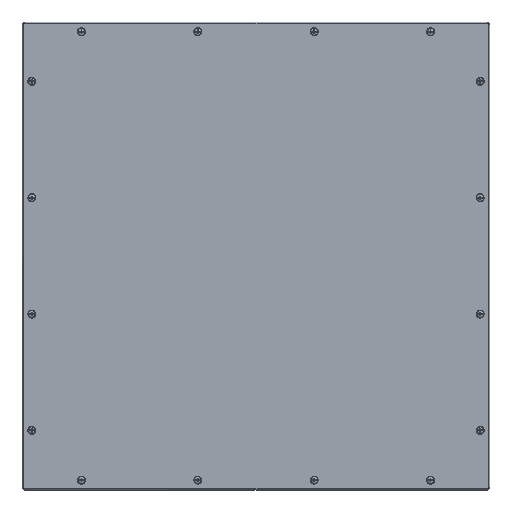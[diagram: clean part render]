
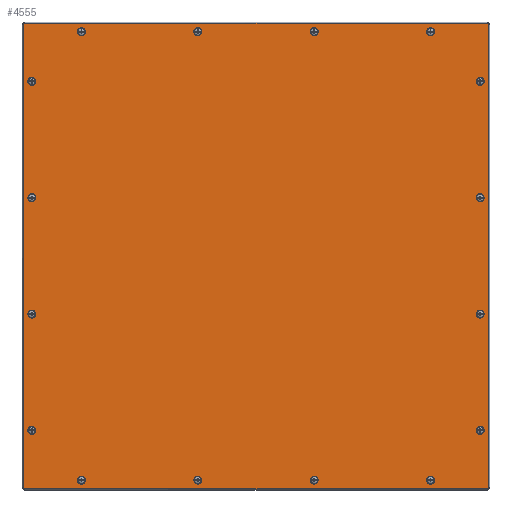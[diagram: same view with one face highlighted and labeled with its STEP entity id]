
A CAD part, top view. The second image highlights one B-rep face of the part: STEP entity #4555.
In plain terms, the highlighted planar face has unit normal (0, 0, 1).
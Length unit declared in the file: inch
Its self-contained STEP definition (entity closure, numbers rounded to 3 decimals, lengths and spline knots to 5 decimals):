
#279=FACE_BOUND('',#899,.T.);
#280=FACE_BOUND('',#900,.T.);
#281=FACE_BOUND('',#901,.T.);
#282=FACE_BOUND('',#902,.T.);
#283=FACE_BOUND('',#903,.T.);
#284=FACE_BOUND('',#904,.T.);
#285=FACE_BOUND('',#905,.T.);
#286=FACE_BOUND('',#906,.T.);
#287=FACE_BOUND('',#907,.T.);
#288=FACE_BOUND('',#908,.T.);
#289=FACE_BOUND('',#909,.T.);
#290=FACE_BOUND('',#910,.T.);
#291=FACE_BOUND('',#911,.T.);
#292=FACE_BOUND('',#912,.T.);
#293=FACE_BOUND('',#913,.T.);
#294=FACE_BOUND('',#914,.T.);
#361=PLANE('',#5065);
#616=FACE_OUTER_BOUND('',#898,.T.);
#898=EDGE_LOOP('',(#3550,#3551,#3552,#3553,#3554,#3555,#3556,#3557));
#899=EDGE_LOOP('',(#3558));
#900=EDGE_LOOP('',(#3559));
#901=EDGE_LOOP('',(#3560));
#902=EDGE_LOOP('',(#3561));
#903=EDGE_LOOP('',(#3562));
#904=EDGE_LOOP('',(#3563));
#905=EDGE_LOOP('',(#3564));
#906=EDGE_LOOP('',(#3565));
#907=EDGE_LOOP('',(#3566));
#908=EDGE_LOOP('',(#3567));
#909=EDGE_LOOP('',(#3568));
#910=EDGE_LOOP('',(#3569));
#911=EDGE_LOOP('',(#3570));
#912=EDGE_LOOP('',(#3571));
#913=EDGE_LOOP('',(#3572));
#914=EDGE_LOOP('',(#3573));
#1228=LINE('',#7776,#1555);
#1234=LINE('',#7797,#1561);
#1238=LINE('',#7808,#1565);
#1239=LINE('',#7810,#1566);
#1555=VECTOR('',#5902,0.3937);
#1561=VECTOR('',#5922,0.3937);
#1565=VECTOR('',#5936,0.3937);
#1566=VECTOR('',#5939,0.3937);
#1758=CIRCLE('',#5001,0.14063);
#1760=CIRCLE('',#5004,0.14063);
#1762=CIRCLE('',#5007,0.14063);
#1764=CIRCLE('',#5010,0.14063);
#1766=CIRCLE('',#5013,0.14063);
#1768=CIRCLE('',#5016,0.14063);
#1770=CIRCLE('',#5019,0.14063);
#1772=CIRCLE('',#5022,0.14063);
#1774=CIRCLE('',#5025,0.14063);
#1776=CIRCLE('',#5028,0.14063);
#1778=CIRCLE('',#5031,0.14063);
#1780=CIRCLE('',#5034,0.14063);
#1782=CIRCLE('',#5037,0.14063);
#1784=CIRCLE('',#5040,0.14063);
#1786=CIRCLE('',#5043,0.14063);
#1788=CIRCLE('',#5046,0.14063);
#1790=CIRCLE('',#5049,0.03125);
#1795=CIRCLE('',#5057,0.03125);
#1796=CIRCLE('',#5060,0.03125);
#1797=CIRCLE('',#5062,0.03125);
#2057=VERTEX_POINT('',#7667);
#2059=VERTEX_POINT('',#7673);
#2061=VERTEX_POINT('',#7679);
#2063=VERTEX_POINT('',#7685);
#2065=VERTEX_POINT('',#7691);
#2067=VERTEX_POINT('',#7697);
#2069=VERTEX_POINT('',#7703);
#2071=VERTEX_POINT('',#7709);
#2073=VERTEX_POINT('',#7715);
#2075=VERTEX_POINT('',#7721);
#2077=VERTEX_POINT('',#7727);
#2079=VERTEX_POINT('',#7733);
#2081=VERTEX_POINT('',#7739);
#2083=VERTEX_POINT('',#7745);
#2085=VERTEX_POINT('',#7751);
#2087=VERTEX_POINT('',#7757);
#2089=VERTEX_POINT('',#7763);
#2090=VERTEX_POINT('',#7764);
#2094=VERTEX_POINT('',#7774);
#2100=VERTEX_POINT('',#7790);
#2101=VERTEX_POINT('',#7791);
#2102=VERTEX_POINT('',#7796);
#2103=VERTEX_POINT('',#7800);
#2104=VERTEX_POINT('',#7804);
#2559=EDGE_CURVE('',#2057,#2057,#1758,.T.);
#2562=EDGE_CURVE('',#2059,#2059,#1760,.T.);
#2565=EDGE_CURVE('',#2061,#2061,#1762,.T.);
#2568=EDGE_CURVE('',#2063,#2063,#1764,.T.);
#2571=EDGE_CURVE('',#2065,#2065,#1766,.T.);
#2574=EDGE_CURVE('',#2067,#2067,#1768,.T.);
#2577=EDGE_CURVE('',#2069,#2069,#1770,.T.);
#2580=EDGE_CURVE('',#2071,#2071,#1772,.T.);
#2583=EDGE_CURVE('',#2073,#2073,#1774,.T.);
#2586=EDGE_CURVE('',#2075,#2075,#1776,.T.);
#2589=EDGE_CURVE('',#2077,#2077,#1778,.T.);
#2592=EDGE_CURVE('',#2079,#2079,#1780,.T.);
#2595=EDGE_CURVE('',#2081,#2081,#1782,.T.);
#2598=EDGE_CURVE('',#2083,#2083,#1784,.T.);
#2601=EDGE_CURVE('',#2085,#2085,#1786,.T.);
#2604=EDGE_CURVE('',#2087,#2087,#1788,.T.);
#2607=EDGE_CURVE('',#2089,#2090,#1790,.T.);
#2613=EDGE_CURVE('',#2094,#2089,#1228,.T.);
#2620=EDGE_CURVE('',#2100,#2101,#1795,.T.);
#2623=EDGE_CURVE('',#2101,#2102,#1234,.T.);
#2625=EDGE_CURVE('',#2102,#2103,#1796,.T.);
#2627=EDGE_CURVE('',#2104,#2094,#1797,.T.);
#2629=EDGE_CURVE('',#2103,#2104,#1238,.T.);
#2630=EDGE_CURVE('',#2090,#2100,#1239,.T.);
#3550=ORIENTED_EDGE('',*,*,#2607,.F.);
#3551=ORIENTED_EDGE('',*,*,#2613,.F.);
#3552=ORIENTED_EDGE('',*,*,#2627,.F.);
#3553=ORIENTED_EDGE('',*,*,#2629,.F.);
#3554=ORIENTED_EDGE('',*,*,#2625,.F.);
#3555=ORIENTED_EDGE('',*,*,#2623,.F.);
#3556=ORIENTED_EDGE('',*,*,#2620,.F.);
#3557=ORIENTED_EDGE('',*,*,#2630,.F.);
#3558=ORIENTED_EDGE('',*,*,#2559,.T.);
#3559=ORIENTED_EDGE('',*,*,#2562,.T.);
#3560=ORIENTED_EDGE('',*,*,#2565,.T.);
#3561=ORIENTED_EDGE('',*,*,#2568,.T.);
#3562=ORIENTED_EDGE('',*,*,#2571,.T.);
#3563=ORIENTED_EDGE('',*,*,#2574,.T.);
#3564=ORIENTED_EDGE('',*,*,#2577,.T.);
#3565=ORIENTED_EDGE('',*,*,#2580,.T.);
#3566=ORIENTED_EDGE('',*,*,#2583,.T.);
#3567=ORIENTED_EDGE('',*,*,#2586,.T.);
#3568=ORIENTED_EDGE('',*,*,#2589,.T.);
#3569=ORIENTED_EDGE('',*,*,#2592,.T.);
#3570=ORIENTED_EDGE('',*,*,#2595,.T.);
#3571=ORIENTED_EDGE('',*,*,#2598,.T.);
#3572=ORIENTED_EDGE('',*,*,#2601,.T.);
#3573=ORIENTED_EDGE('',*,*,#2604,.T.);
#4555=ADVANCED_FACE('',(#616,#279,#280,#281,#282,#283,#284,#285,#286,#287,
#288,#289,#290,#291,#292,#293,#294),#361,.T.);
#5001=AXIS2_PLACEMENT_3D('',#7668,#5780,#5781);
#5004=AXIS2_PLACEMENT_3D('',#7674,#5787,#5788);
#5007=AXIS2_PLACEMENT_3D('',#7680,#5794,#5795);
#5010=AXIS2_PLACEMENT_3D('',#7686,#5801,#5802);
#5013=AXIS2_PLACEMENT_3D('',#7692,#5808,#5809);
#5016=AXIS2_PLACEMENT_3D('',#7698,#5815,#5816);
#5019=AXIS2_PLACEMENT_3D('',#7704,#5822,#5823);
#5022=AXIS2_PLACEMENT_3D('',#7710,#5829,#5830);
#5025=AXIS2_PLACEMENT_3D('',#7716,#5836,#5837);
#5028=AXIS2_PLACEMENT_3D('',#7722,#5843,#5844);
#5031=AXIS2_PLACEMENT_3D('',#7728,#5850,#5851);
#5034=AXIS2_PLACEMENT_3D('',#7734,#5857,#5858);
#5037=AXIS2_PLACEMENT_3D('',#7740,#5864,#5865);
#5040=AXIS2_PLACEMENT_3D('',#7746,#5871,#5872);
#5043=AXIS2_PLACEMENT_3D('',#7752,#5878,#5879);
#5046=AXIS2_PLACEMENT_3D('',#7758,#5885,#5886);
#5049=AXIS2_PLACEMENT_3D('',#7765,#5892,#5893);
#5057=AXIS2_PLACEMENT_3D('',#7792,#5916,#5917);
#5060=AXIS2_PLACEMENT_3D('',#7801,#5926,#5927);
#5062=AXIS2_PLACEMENT_3D('',#7805,#5931,#5932);
#5065=AXIS2_PLACEMENT_3D('',#7811,#5940,#5941);
#5780=DIRECTION('center_axis',(0.,0.,-1.));
#5781=DIRECTION('ref_axis',(-1.,0.,0.));
#5787=DIRECTION('center_axis',(0.,0.,-1.));
#5788=DIRECTION('ref_axis',(-1.,0.,0.));
#5794=DIRECTION('center_axis',(0.,0.,-1.));
#5795=DIRECTION('ref_axis',(-1.,0.,0.));
#5801=DIRECTION('center_axis',(0.,0.,-1.));
#5802=DIRECTION('ref_axis',(-1.,0.,0.));
#5808=DIRECTION('center_axis',(0.,0.,-1.));
#5809=DIRECTION('ref_axis',(-1.,0.,0.));
#5815=DIRECTION('center_axis',(0.,0.,-1.));
#5816=DIRECTION('ref_axis',(-1.,0.,0.));
#5822=DIRECTION('center_axis',(0.,0.,-1.));
#5823=DIRECTION('ref_axis',(-1.,0.,0.));
#5829=DIRECTION('center_axis',(0.,0.,-1.));
#5830=DIRECTION('ref_axis',(-1.,0.,0.));
#5836=DIRECTION('center_axis',(0.,0.,-1.));
#5837=DIRECTION('ref_axis',(-1.,0.,0.));
#5843=DIRECTION('center_axis',(0.,0.,-1.));
#5844=DIRECTION('ref_axis',(-1.,0.,0.));
#5850=DIRECTION('center_axis',(0.,0.,-1.));
#5851=DIRECTION('ref_axis',(-1.,0.,0.));
#5857=DIRECTION('center_axis',(0.,0.,-1.));
#5858=DIRECTION('ref_axis',(-1.,0.,0.));
#5864=DIRECTION('center_axis',(0.,0.,-1.));
#5865=DIRECTION('ref_axis',(-1.,0.,0.));
#5871=DIRECTION('center_axis',(0.,0.,-1.));
#5872=DIRECTION('ref_axis',(-1.,0.,0.));
#5878=DIRECTION('center_axis',(0.,0.,-1.));
#5879=DIRECTION('ref_axis',(-1.,0.,0.));
#5885=DIRECTION('center_axis',(0.,0.,-1.));
#5886=DIRECTION('ref_axis',(-1.,0.,0.));
#5892=DIRECTION('center_axis',(0.,0.,-1.));
#5893=DIRECTION('ref_axis',(0.707,-0.707,0.));
#5902=DIRECTION('',(0.,-1.,0.));
#5916=DIRECTION('center_axis',(0.,0.,-1.));
#5917=DIRECTION('ref_axis',(-0.707,-0.707,0.));
#5922=DIRECTION('',(0.,1.,0.));
#5926=DIRECTION('center_axis',(0.,0.,-1.));
#5927=DIRECTION('ref_axis',(-0.707,0.707,0.));
#5931=DIRECTION('center_axis',(0.,0.,-1.));
#5932=DIRECTION('ref_axis',(0.707,0.707,0.));
#5936=DIRECTION('',(1.,0.,0.));
#5939=DIRECTION('',(-1.,0.,0.));
#5940=DIRECTION('center_axis',(0.,0.,1.));
#5941=DIRECTION('ref_axis',(1.,0.,0.));
#7667=CARTESIAN_POINT('',(-11.42188,-3.,0.074));
#7668=CARTESIAN_POINT('Origin',(-11.5625,-3.,0.074));
#7673=CARTESIAN_POINT('',(11.70313,-3.,0.074));
#7674=CARTESIAN_POINT('Origin',(11.5625,-3.,0.074));
#7679=CARTESIAN_POINT('',(-11.42188,3.,0.074));
#7680=CARTESIAN_POINT('Origin',(-11.5625,3.,0.074));
#7685=CARTESIAN_POINT('',(11.70313,3.,0.074));
#7686=CARTESIAN_POINT('Origin',(11.5625,3.,0.074));
#7691=CARTESIAN_POINT('',(-11.42188,-9.,0.074));
#7692=CARTESIAN_POINT('Origin',(-11.5625,-9.,0.074));
#7697=CARTESIAN_POINT('',(11.70313,-9.,0.074));
#7698=CARTESIAN_POINT('Origin',(11.5625,-9.,0.074));
#7703=CARTESIAN_POINT('',(3.14063,11.5625,0.074));
#7704=CARTESIAN_POINT('Origin',(3.,11.5625,0.074));
#7709=CARTESIAN_POINT('',(3.14063,-11.5625,0.074));
#7710=CARTESIAN_POINT('Origin',(3.,-11.5625,0.074));
#7715=CARTESIAN_POINT('',(-2.85938,11.5625,0.074));
#7716=CARTESIAN_POINT('Origin',(-3.,11.5625,0.074));
#7721=CARTESIAN_POINT('',(-2.85938,-11.5625,0.074));
#7722=CARTESIAN_POINT('Origin',(-3.,-11.5625,0.074));
#7727=CARTESIAN_POINT('',(9.14063,11.5625,0.074));
#7728=CARTESIAN_POINT('Origin',(9.,11.5625,0.074));
#7733=CARTESIAN_POINT('',(9.14063,-11.5625,0.074));
#7734=CARTESIAN_POINT('Origin',(9.,-11.5625,0.074));
#7739=CARTESIAN_POINT('',(-11.42188,9.,0.074));
#7740=CARTESIAN_POINT('Origin',(-11.5625,9.,0.074));
#7745=CARTESIAN_POINT('',(11.70313,9.,0.074));
#7746=CARTESIAN_POINT('Origin',(11.5625,9.,0.074));
#7751=CARTESIAN_POINT('',(-8.85938,11.5625,0.074));
#7752=CARTESIAN_POINT('Origin',(-9.,11.5625,0.074));
#7757=CARTESIAN_POINT('',(-8.85938,-11.5625,0.074));
#7758=CARTESIAN_POINT('Origin',(-9.,-11.5625,0.074));
#7763=CARTESIAN_POINT('',(12.,-11.96875,0.074));
#7764=CARTESIAN_POINT('',(11.96875,-12.,0.074));
#7765=CARTESIAN_POINT('Origin',(11.96875,-11.96875,0.074));
#7774=CARTESIAN_POINT('',(12.,11.96875,0.074));
#7776=CARTESIAN_POINT('',(12.,12.,0.074));
#7790=CARTESIAN_POINT('',(-11.96875,-12.,0.074));
#7791=CARTESIAN_POINT('',(-12.,-11.96875,0.074));
#7792=CARTESIAN_POINT('Origin',(-11.96875,-11.96875,0.074));
#7796=CARTESIAN_POINT('',(-12.,11.96875,0.074));
#7797=CARTESIAN_POINT('',(-12.,-12.,0.074));
#7800=CARTESIAN_POINT('',(-11.96875,12.,0.074));
#7801=CARTESIAN_POINT('Origin',(-11.96875,11.96875,0.074));
#7804=CARTESIAN_POINT('',(11.96875,12.,0.074));
#7805=CARTESIAN_POINT('Origin',(11.96875,11.96875,0.074));
#7808=CARTESIAN_POINT('',(-12.,12.,0.074));
#7810=CARTESIAN_POINT('',(12.,-12.,0.074));
#7811=CARTESIAN_POINT('Origin',(0.,0.,
0.074));
